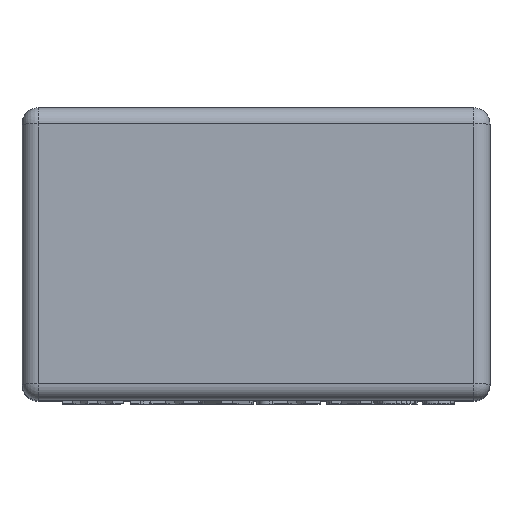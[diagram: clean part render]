
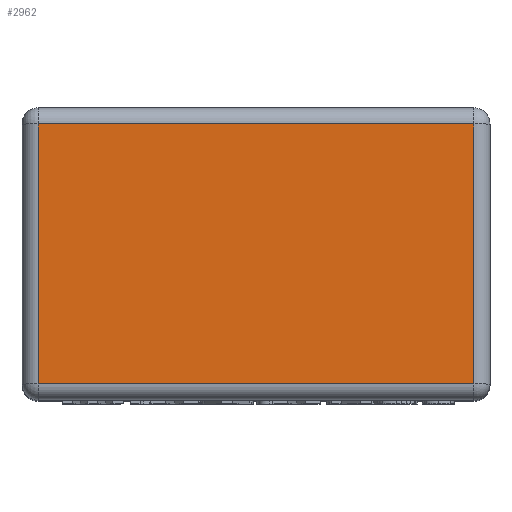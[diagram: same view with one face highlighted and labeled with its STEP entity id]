
A CAD part, top view. The second image highlights one B-rep face of the part: STEP entity #2962.
In plain terms, the highlighted planar face has unit normal (0, 0, 1).
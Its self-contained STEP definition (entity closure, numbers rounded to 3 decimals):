
#193 = VERTEX_POINT('',#194);
#194 = CARTESIAN_POINT('',(-3.35,2.,9.5));
#201 = EDGE_CURVE('',#193,#202,#204,.T.);
#202 = VERTEX_POINT('',#203);
#203 = CARTESIAN_POINT('',(-3.35,-2.,9.5));
#204 = LINE('',#205,#206);
#205 = CARTESIAN_POINT('',(-3.35,2.25,9.5));
#206 = VECTOR('',#207,1.);
#207 = DIRECTION('',(0.,-1.,0.));
#2962 = ADVANCED_FACE('',(#2963),#2988,.T.);
#2963 = FACE_BOUND('',#2964,.T.);
#2964 = EDGE_LOOP('',(#2965,#2973,#2981,#2987));
#2965 = ORIENTED_EDGE('',*,*,#2966,.T.);
#2966 = EDGE_CURVE('',#202,#2967,#2969,.T.);
#2967 = VERTEX_POINT('',#2968);
#2968 = CARTESIAN_POINT('',(3.35,-2.,9.5));
#2969 = LINE('',#2970,#2971);
#2970 = CARTESIAN_POINT('',(-3.6,-2.,9.5));
#2971 = VECTOR('',#2972,1.);
#2972 = DIRECTION('',(1.,0.,0.));
#2973 = ORIENTED_EDGE('',*,*,#2974,.F.);
#2974 = EDGE_CURVE('',#2975,#2967,#2977,.T.);
#2975 = VERTEX_POINT('',#2976);
#2976 = CARTESIAN_POINT('',(3.35,2.,9.5));
#2977 = LINE('',#2978,#2979);
#2978 = CARTESIAN_POINT('',(3.35,2.25,9.5));
#2979 = VECTOR('',#2980,1.);
#2980 = DIRECTION('',(0.,-1.,0.));
#2981 = ORIENTED_EDGE('',*,*,#2982,.F.);
#2982 = EDGE_CURVE('',#193,#2975,#2983,.T.);
#2983 = LINE('',#2984,#2985);
#2984 = CARTESIAN_POINT('',(-3.6,2.,9.5));
#2985 = VECTOR('',#2986,1.);
#2986 = DIRECTION('',(1.,0.,0.));
#2987 = ORIENTED_EDGE('',*,*,#201,.T.);
#2988 = PLANE('',#2989);
#2989 = AXIS2_PLACEMENT_3D('',#2990,#2991,#2992);
#2990 = CARTESIAN_POINT('',(-3.6,2.25,9.5));
#2991 = DIRECTION('',(0.,0.,1.));
#2992 = DIRECTION('',(1.,0.,0.));
